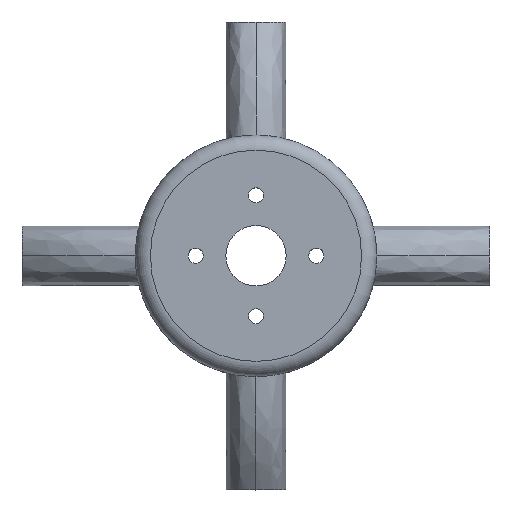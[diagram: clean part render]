
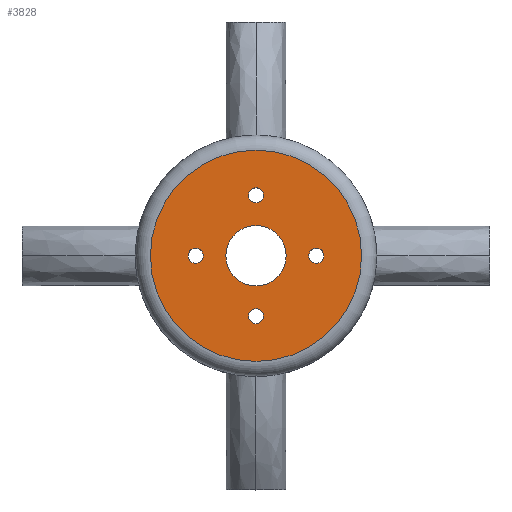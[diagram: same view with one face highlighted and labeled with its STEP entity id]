
A CAD part, top view. The second image highlights one B-rep face of the part: STEP entity #3828.
In plain terms, the highlighted planar face has unit normal (0, 0, 1).
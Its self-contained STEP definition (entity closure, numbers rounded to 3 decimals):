
#31 = TOROIDAL_SURFACE('',#32,14.,2.);
#32 = AXIS2_PLACEMENT_3D('',#33,#34,#35);
#33 = CARTESIAN_POINT('',(0.,0.,15.));
#34 = DIRECTION('',(0.,0.,1.));
#35 = DIRECTION('',(1.,0.,0.));
#56 = VERTEX_POINT('',#57);
#57 = CARTESIAN_POINT('',(14.,0.,17.));
#79 = EDGE_CURVE('',#56,#56,#80,.T.);
#80 = SURFACE_CURVE('',#81,(#86,#93),.PCURVE_S1.);
#81 = CIRCLE('',#82,14.);
#82 = AXIS2_PLACEMENT_3D('',#83,#84,#85);
#83 = CARTESIAN_POINT('',(0.,0.,17.));
#84 = DIRECTION('',(0.,0.,1.));
#85 = DIRECTION('',(1.,0.,0.));
#86 = PCURVE('',#31,#87);
#87 = DEFINITIONAL_REPRESENTATION('',(#88),#92);
#88 = LINE('',#89,#90);
#89 = CARTESIAN_POINT('',(0.,1.571));
#90 = VECTOR('',#91,1.);
#91 = DIRECTION('',(1.,0.));
#92 = ( GEOMETRIC_REPRESENTATION_CONTEXT(2) 
PARAMETRIC_REPRESENTATION_CONTEXT() REPRESENTATION_CONTEXT('2D SPACE',''
  ) );
#93 = PCURVE('',#94,#99);
#94 = PLANE('',#95);
#95 = AXIS2_PLACEMENT_3D('',#96,#97,#98);
#96 = CARTESIAN_POINT('',(14.,0.,17.));
#97 = DIRECTION('',(0.,0.,-1.));
#98 = DIRECTION('',(-1.,0.,0.));
#99 = DEFINITIONAL_REPRESENTATION('',(#100),#108);
#100 = ( BOUNDED_CURVE() B_SPLINE_CURVE(2,(#101,#102,#103,#104,#105,#106
,#107),.UNSPECIFIED.,.F.,.F.) B_SPLINE_CURVE_WITH_KNOTS((1,2,2,2,2,1),(
    -2.094,0.,2.094,4.189,6.283,
8.378),.UNSPECIFIED.) CURVE() GEOMETRIC_REPRESENTATION_ITEM() 
RATIONAL_B_SPLINE_CURVE((1.,0.5,1.,0.5,1.,0.5,1.)) REPRESENTATION_ITEM(
  '') );
#101 = CARTESIAN_POINT('',(0.,0.));
#102 = CARTESIAN_POINT('',(0.,24.249));
#103 = CARTESIAN_POINT('',(21.,12.124));
#104 = CARTESIAN_POINT('',(42.,0.));
#105 = CARTESIAN_POINT('',(21.,-12.124));
#106 = CARTESIAN_POINT('',(0.,-24.249));
#107 = CARTESIAN_POINT('',(0.,0.));
#108 = ( GEOMETRIC_REPRESENTATION_CONTEXT(2) 
PARAMETRIC_REPRESENTATION_CONTEXT() REPRESENTATION_CONTEXT('2D SPACE',''
  ) );
#3828 = ADVANCED_FACE('',(#3829,#3832,#3867,#3902,#3937,#3972),#94,.F.);
#3829 = FACE_BOUND('',#3830,.F.);
#3830 = EDGE_LOOP('',(#3831));
#3831 = ORIENTED_EDGE('',*,*,#79,.F.);
#3832 = FACE_BOUND('',#3833,.F.);
#3833 = EDGE_LOOP('',(#3834));
#3834 = ORIENTED_EDGE('',*,*,#3835,.T.);
#3835 = EDGE_CURVE('',#3836,#3836,#3838,.T.);
#3836 = VERTEX_POINT('',#3837);
#3837 = CARTESIAN_POINT('',(-8.,1.,17.));
#3838 = SURFACE_CURVE('',#3839,(#3844,#3855),.PCURVE_S1.);
#3839 = CIRCLE('',#3840,1.);
#3840 = AXIS2_PLACEMENT_3D('',#3841,#3842,#3843);
#3841 = CARTESIAN_POINT('',(-8.,0.,17.));
#3842 = DIRECTION('',(0.,-0.,1.));
#3843 = DIRECTION('',(0.,1.,0.));
#3844 = PCURVE('',#94,#3845);
#3845 = DEFINITIONAL_REPRESENTATION('',(#3846),#3854);
#3846 = ( BOUNDED_CURVE() B_SPLINE_CURVE(2,(#3847,#3848,#3849,#3850,
#3851,#3852,#3853),.UNSPECIFIED.,.F.,.F.) B_SPLINE_CURVE_WITH_KNOTS((1,2
    ,2,2,2,1),(-2.094,0.,2.094,4.189,
6.283,8.378),.UNSPECIFIED.) CURVE() 
GEOMETRIC_REPRESENTATION_ITEM() RATIONAL_B_SPLINE_CURVE((1.,0.5,1.,0.5,
1.,0.5,1.)) REPRESENTATION_ITEM('') );
#3847 = CARTESIAN_POINT('',(22.,1.));
#3848 = CARTESIAN_POINT('',(23.732,1.));
#3849 = CARTESIAN_POINT('',(22.866,-0.5));
#3850 = CARTESIAN_POINT('',(22.,-2.));
#3851 = CARTESIAN_POINT('',(21.134,-0.5));
#3852 = CARTESIAN_POINT('',(20.268,1.));
#3853 = CARTESIAN_POINT('',(22.,1.));
#3854 = ( GEOMETRIC_REPRESENTATION_CONTEXT(2) 
PARAMETRIC_REPRESENTATION_CONTEXT() REPRESENTATION_CONTEXT('2D SPACE',''
  ) );
#3855 = PCURVE('',#3856,#3861);
#3856 = CYLINDRICAL_SURFACE('',#3857,1.);
#3857 = AXIS2_PLACEMENT_3D('',#3858,#3859,#3860);
#3858 = CARTESIAN_POINT('',(-8.,0.,17.));
#3859 = DIRECTION('',(0.,0.,1.));
#3860 = DIRECTION('',(0.,1.,0.));
#3861 = DEFINITIONAL_REPRESENTATION('',(#3862),#3866);
#3862 = LINE('',#3863,#3864);
#3863 = CARTESIAN_POINT('',(0.,0.));
#3864 = VECTOR('',#3865,1.);
#3865 = DIRECTION('',(1.,0.));
#3866 = ( GEOMETRIC_REPRESENTATION_CONTEXT(2) 
PARAMETRIC_REPRESENTATION_CONTEXT() REPRESENTATION_CONTEXT('2D SPACE',''
  ) );
#3867 = FACE_BOUND('',#3868,.F.);
#3868 = EDGE_LOOP('',(#3869));
#3869 = ORIENTED_EDGE('',*,*,#3870,.T.);
#3870 = EDGE_CURVE('',#3871,#3871,#3873,.T.);
#3871 = VERTEX_POINT('',#3872);
#3872 = CARTESIAN_POINT('',(4.,0.,17.));
#3873 = SURFACE_CURVE('',#3874,(#3879,#3890),.PCURVE_S1.);
#3874 = CIRCLE('',#3875,4.);
#3875 = AXIS2_PLACEMENT_3D('',#3876,#3877,#3878);
#3876 = CARTESIAN_POINT('',(0.,0.,17.));
#3877 = DIRECTION('',(0.,0.,1.));
#3878 = DIRECTION('',(1.,0.,0.));
#3879 = PCURVE('',#94,#3880);
#3880 = DEFINITIONAL_REPRESENTATION('',(#3881),#3889);
#3881 = ( BOUNDED_CURVE() B_SPLINE_CURVE(2,(#3882,#3883,#3884,#3885,
#3886,#3887,#3888),.UNSPECIFIED.,.F.,.F.) B_SPLINE_CURVE_WITH_KNOTS((1,2
    ,2,2,2,1),(-2.094,0.,2.094,4.189,
6.283,8.378),.UNSPECIFIED.) CURVE() 
GEOMETRIC_REPRESENTATION_ITEM() RATIONAL_B_SPLINE_CURVE((1.,0.5,1.,0.5,
1.,0.5,1.)) REPRESENTATION_ITEM('') );
#3882 = CARTESIAN_POINT('',(10.,0.));
#3883 = CARTESIAN_POINT('',(10.,6.928));
#3884 = CARTESIAN_POINT('',(16.,3.464));
#3885 = CARTESIAN_POINT('',(22.,0.));
#3886 = CARTESIAN_POINT('',(16.,-3.464));
#3887 = CARTESIAN_POINT('',(10.,-6.928));
#3888 = CARTESIAN_POINT('',(10.,0.));
#3889 = ( GEOMETRIC_REPRESENTATION_CONTEXT(2) 
PARAMETRIC_REPRESENTATION_CONTEXT() REPRESENTATION_CONTEXT('2D SPACE',''
  ) );
#3890 = PCURVE('',#3891,#3896);
#3891 = CYLINDRICAL_SURFACE('',#3892,4.);
#3892 = AXIS2_PLACEMENT_3D('',#3893,#3894,#3895);
#3893 = CARTESIAN_POINT('',(0.,0.,17.));
#3894 = DIRECTION('',(0.,0.,1.));
#3895 = DIRECTION('',(1.,0.,0.));
#3896 = DEFINITIONAL_REPRESENTATION('',(#3897),#3901);
#3897 = LINE('',#3898,#3899);
#3898 = CARTESIAN_POINT('',(0.,0.));
#3899 = VECTOR('',#3900,1.);
#3900 = DIRECTION('',(1.,0.));
#3901 = ( GEOMETRIC_REPRESENTATION_CONTEXT(2) 
PARAMETRIC_REPRESENTATION_CONTEXT() REPRESENTATION_CONTEXT('2D SPACE',''
  ) );
#3902 = FACE_BOUND('',#3903,.F.);
#3903 = EDGE_LOOP('',(#3904));
#3904 = ORIENTED_EDGE('',*,*,#3905,.T.);
#3905 = EDGE_CURVE('',#3906,#3906,#3908,.T.);
#3906 = VERTEX_POINT('',#3907);
#3907 = CARTESIAN_POINT('',(-1.,-8.,17.));
#3908 = SURFACE_CURVE('',#3909,(#3914,#3925),.PCURVE_S1.);
#3909 = CIRCLE('',#3910,1.);
#3910 = AXIS2_PLACEMENT_3D('',#3911,#3912,#3913);
#3911 = CARTESIAN_POINT('',(0.,-8.,17.));
#3912 = DIRECTION('',(0.,0.,1.));
#3913 = DIRECTION('',(-1.,0.,0.));
#3914 = PCURVE('',#94,#3915);
#3915 = DEFINITIONAL_REPRESENTATION('',(#3916),#3924);
#3916 = ( BOUNDED_CURVE() B_SPLINE_CURVE(2,(#3917,#3918,#3919,#3920,
#3921,#3922,#3923),.UNSPECIFIED.,.F.,.F.) B_SPLINE_CURVE_WITH_KNOTS((1,2
    ,2,2,2,1),(-2.094,0.,2.094,4.189,
6.283,8.378),.UNSPECIFIED.) CURVE() 
GEOMETRIC_REPRESENTATION_ITEM() RATIONAL_B_SPLINE_CURVE((1.,0.5,1.,0.5,
1.,0.5,1.)) REPRESENTATION_ITEM('') );
#3917 = CARTESIAN_POINT('',(15.,-8.));
#3918 = CARTESIAN_POINT('',(15.,-9.732));
#3919 = CARTESIAN_POINT('',(13.5,-8.866));
#3920 = CARTESIAN_POINT('',(12.,-8.));
#3921 = CARTESIAN_POINT('',(13.5,-7.134));
#3922 = CARTESIAN_POINT('',(15.,-6.268));
#3923 = CARTESIAN_POINT('',(15.,-8.));
#3924 = ( GEOMETRIC_REPRESENTATION_CONTEXT(2) 
PARAMETRIC_REPRESENTATION_CONTEXT() REPRESENTATION_CONTEXT('2D SPACE',''
  ) );
#3925 = PCURVE('',#3926,#3931);
#3926 = CYLINDRICAL_SURFACE('',#3927,1.);
#3927 = AXIS2_PLACEMENT_3D('',#3928,#3929,#3930);
#3928 = CARTESIAN_POINT('',(0.,-8.,17.));
#3929 = DIRECTION('',(0.,0.,1.));
#3930 = DIRECTION('',(-1.,0.,0.));
#3931 = DEFINITIONAL_REPRESENTATION('',(#3932),#3936);
#3932 = LINE('',#3933,#3934);
#3933 = CARTESIAN_POINT('',(0.,0.));
#3934 = VECTOR('',#3935,1.);
#3935 = DIRECTION('',(1.,0.));
#3936 = ( GEOMETRIC_REPRESENTATION_CONTEXT(2) 
PARAMETRIC_REPRESENTATION_CONTEXT() REPRESENTATION_CONTEXT('2D SPACE',''
  ) );
#3937 = FACE_BOUND('',#3938,.F.);
#3938 = EDGE_LOOP('',(#3939));
#3939 = ORIENTED_EDGE('',*,*,#3940,.T.);
#3940 = EDGE_CURVE('',#3941,#3941,#3943,.T.);
#3941 = VERTEX_POINT('',#3942);
#3942 = CARTESIAN_POINT('',(1.,8.,17.));
#3943 = SURFACE_CURVE('',#3944,(#3949,#3960),.PCURVE_S1.);
#3944 = CIRCLE('',#3945,1.);
#3945 = AXIS2_PLACEMENT_3D('',#3946,#3947,#3948);
#3946 = CARTESIAN_POINT('',(0.,8.,17.));
#3947 = DIRECTION('',(0.,0.,1.));
#3948 = DIRECTION('',(1.,0.,0.));
#3949 = PCURVE('',#94,#3950);
#3950 = DEFINITIONAL_REPRESENTATION('',(#3951),#3959);
#3951 = ( BOUNDED_CURVE() B_SPLINE_CURVE(2,(#3952,#3953,#3954,#3955,
#3956,#3957,#3958),.UNSPECIFIED.,.F.,.F.) B_SPLINE_CURVE_WITH_KNOTS((1,2
    ,2,2,2,1),(-2.094,0.,2.094,4.189,
6.283,8.378),.UNSPECIFIED.) CURVE() 
GEOMETRIC_REPRESENTATION_ITEM() RATIONAL_B_SPLINE_CURVE((1.,0.5,1.,0.5,
1.,0.5,1.)) REPRESENTATION_ITEM('') );
#3952 = CARTESIAN_POINT('',(13.,8.));
#3953 = CARTESIAN_POINT('',(13.,9.732));
#3954 = CARTESIAN_POINT('',(14.5,8.866));
#3955 = CARTESIAN_POINT('',(16.,8.));
#3956 = CARTESIAN_POINT('',(14.5,7.134));
#3957 = CARTESIAN_POINT('',(13.,6.268));
#3958 = CARTESIAN_POINT('',(13.,8.));
#3959 = ( GEOMETRIC_REPRESENTATION_CONTEXT(2) 
PARAMETRIC_REPRESENTATION_CONTEXT() REPRESENTATION_CONTEXT('2D SPACE',''
  ) );
#3960 = PCURVE('',#3961,#3966);
#3961 = CYLINDRICAL_SURFACE('',#3962,1.);
#3962 = AXIS2_PLACEMENT_3D('',#3963,#3964,#3965);
#3963 = CARTESIAN_POINT('',(0.,8.,17.));
#3964 = DIRECTION('',(0.,0.,1.));
#3965 = DIRECTION('',(1.,0.,0.));
#3966 = DEFINITIONAL_REPRESENTATION('',(#3967),#3971);
#3967 = LINE('',#3968,#3969);
#3968 = CARTESIAN_POINT('',(0.,0.));
#3969 = VECTOR('',#3970,1.);
#3970 = DIRECTION('',(1.,0.));
#3971 = ( GEOMETRIC_REPRESENTATION_CONTEXT(2) 
PARAMETRIC_REPRESENTATION_CONTEXT() REPRESENTATION_CONTEXT('2D SPACE',''
  ) );
#3972 = FACE_BOUND('',#3973,.F.);
#3973 = EDGE_LOOP('',(#3974));
#3974 = ORIENTED_EDGE('',*,*,#3975,.T.);
#3975 = EDGE_CURVE('',#3976,#3976,#3978,.T.);
#3976 = VERTEX_POINT('',#3977);
#3977 = CARTESIAN_POINT('',(8.,-1.,17.));
#3978 = SURFACE_CURVE('',#3979,(#3984,#3995),.PCURVE_S1.);
#3979 = CIRCLE('',#3980,1.);
#3980 = AXIS2_PLACEMENT_3D('',#3981,#3982,#3983);
#3981 = CARTESIAN_POINT('',(8.,0.,17.));
#3982 = DIRECTION('',(0.,0.,1.));
#3983 = DIRECTION('',(0.,-1.,0.));
#3984 = PCURVE('',#94,#3985);
#3985 = DEFINITIONAL_REPRESENTATION('',(#3986),#3994);
#3986 = ( BOUNDED_CURVE() B_SPLINE_CURVE(2,(#3987,#3988,#3989,#3990,
#3991,#3992,#3993),.UNSPECIFIED.,.T.,.F.) B_SPLINE_CURVE_WITH_KNOTS((1,2
    ,2,2,2,1),(-2.094,0.,2.094,4.189,
6.283,8.378),.UNSPECIFIED.) CURVE() 
GEOMETRIC_REPRESENTATION_ITEM() RATIONAL_B_SPLINE_CURVE((1.,0.5,1.,0.5,
1.,0.5,1.)) REPRESENTATION_ITEM('') );
#3987 = CARTESIAN_POINT('',(6.,-1.));
#3988 = CARTESIAN_POINT('',(4.268,-1.));
#3989 = CARTESIAN_POINT('',(5.134,0.5));
#3990 = CARTESIAN_POINT('',(6.,2.));
#3991 = CARTESIAN_POINT('',(6.866,0.5));
#3992 = CARTESIAN_POINT('',(7.732,-1.));
#3993 = CARTESIAN_POINT('',(6.,-1.));
#3994 = ( GEOMETRIC_REPRESENTATION_CONTEXT(2) 
PARAMETRIC_REPRESENTATION_CONTEXT() REPRESENTATION_CONTEXT('2D SPACE',''
  ) );
#3995 = PCURVE('',#3996,#4001);
#3996 = CYLINDRICAL_SURFACE('',#3997,1.);
#3997 = AXIS2_PLACEMENT_3D('',#3998,#3999,#4000);
#3998 = CARTESIAN_POINT('',(8.,0.,17.));
#3999 = DIRECTION('',(0.,0.,1.));
#4000 = DIRECTION('',(0.,-1.,0.));
#4001 = DEFINITIONAL_REPRESENTATION('',(#4002),#4006);
#4002 = LINE('',#4003,#4004);
#4003 = CARTESIAN_POINT('',(0.,0.));
#4004 = VECTOR('',#4005,1.);
#4005 = DIRECTION('',(1.,0.));
#4006 = ( GEOMETRIC_REPRESENTATION_CONTEXT(2) 
PARAMETRIC_REPRESENTATION_CONTEXT() REPRESENTATION_CONTEXT('2D SPACE',''
  ) );
